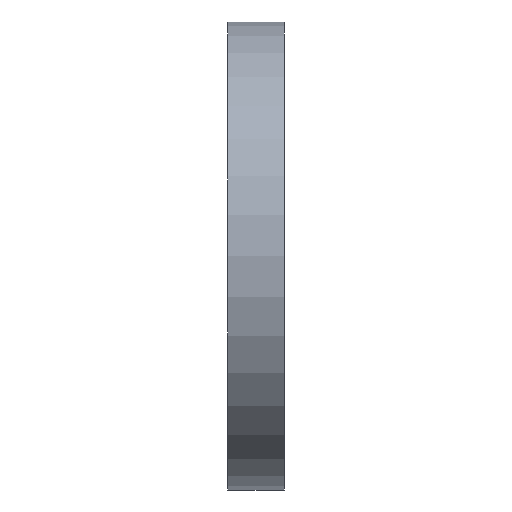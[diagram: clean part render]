
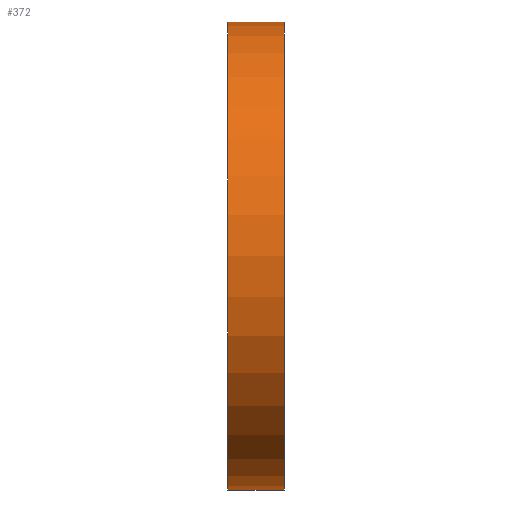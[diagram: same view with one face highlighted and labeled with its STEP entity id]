
A CAD part, left-side view. The second image highlights one B-rep face of the part: STEP entity #372.
In plain terms, the highlighted cylindrical face has radius 16.5 mm (diameter 33 mm), a partial arc.
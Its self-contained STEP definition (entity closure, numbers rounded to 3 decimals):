
#252 = AXIS2_PLACEMENT_3D ( 'NONE', #1482, #3562, #11385 ) ;
#307 = AXIS2_PLACEMENT_3D ( 'NONE', #1220, #11347, #11302 ) ;
#372 = ADVANCED_FACE ( 'NONE', ( #3607 ), #7986, .T. ) ;
#1086 = DIRECTION ( 'NONE',  ( 0., 0., -1. ) ) ;
#1220 = CARTESIAN_POINT ( 'NONE',  ( 0., -2., 0. ) ) ;
#1482 = CARTESIAN_POINT ( 'NONE',  ( 0., 2., 0. ) ) ;
#1794 = CIRCLE ( 'NONE', #307, 16.5 ) ;
#1980 = CARTESIAN_POINT ( 'NONE',  ( 0., 2., 16.5 ) ) ;
#2673 = CARTESIAN_POINT ( 'NONE',  ( 0., 2., -16.5 ) ) ;
#2769 = CIRCLE ( 'NONE', #252, 16.5 ) ;
#2813 = VERTEX_POINT ( 'NONE', #1980 ) ;
#2845 = ORIENTED_EDGE ( 'NONE', *, *, #5758, .T. ) ;
#3250 = LINE ( 'NONE', #11536, #9040 ) ;
#3553 = EDGE_CURVE ( 'NONE', #7471, #10196, #3250, .T. ) ;
#3562 = DIRECTION ( 'NONE',  ( 0., 1., 0. ) ) ;
#3607 = FACE_OUTER_BOUND ( 'NONE', #6032, .T. ) ;
#3919 = CARTESIAN_POINT ( 'NONE',  ( 0., 2., 16.5 ) ) ;
#4608 = VERTEX_POINT ( 'NONE', #12791 ) ;
#4743 = CARTESIAN_POINT ( 'NONE',  ( 0., -2., -16.5 ) ) ;
#4936 = DIRECTION ( 'NONE',  ( 0., -1., 0. ) ) ;
#5758 = EDGE_CURVE ( 'NONE', #10196, #4608, #1794, .T. ) ;
#6032 = EDGE_LOOP ( 'NONE', ( #7402, #9127, #10222, #2845 ) ) ;
#6465 = DIRECTION ( 'NONE',  ( 0., -1., 0. ) ) ;
#7402 = ORIENTED_EDGE ( 'NONE', *, *, #11003, .F. ) ;
#7471 = VERTEX_POINT ( 'NONE', #2673 ) ;
#7986 = CYLINDRICAL_SURFACE ( 'NONE', #9013, 16.5 ) ;
#8017 = CARTESIAN_POINT ( 'NONE',  ( 0., 2., 0. ) ) ;
#9013 = AXIS2_PLACEMENT_3D ( 'NONE', #8017, #11117, #1086 ) ;
#9040 = VECTOR ( 'NONE', #6465, 1000. ) ;
#9127 = ORIENTED_EDGE ( 'NONE', *, *, #12865, .F. ) ;
#10196 = VERTEX_POINT ( 'NONE', #4743 ) ;
#10222 = ORIENTED_EDGE ( 'NONE', *, *, #3553, .T. ) ;
#10930 = LINE ( 'NONE', #3919, #12946 ) ;
#11003 = EDGE_CURVE ( 'NONE', #2813, #4608, #10930, .T. ) ;
#11117 = DIRECTION ( 'NONE',  ( 0., -1., 0. ) ) ;
#11302 = DIRECTION ( 'NONE',  ( 0., 0., 1. ) ) ;
#11347 = DIRECTION ( 'NONE',  ( 0., 1., 0. ) ) ;
#11385 = DIRECTION ( 'NONE',  ( 0., 0., 1. ) ) ;
#11536 = CARTESIAN_POINT ( 'NONE',  ( 0., 2., -16.5 ) ) ;
#12791 = CARTESIAN_POINT ( 'NONE',  ( 0., -2., 16.5 ) ) ;
#12865 = EDGE_CURVE ( 'NONE', #7471, #2813, #2769, .T. ) ;
#12946 = VECTOR ( 'NONE', #4936, 1000. ) ;
